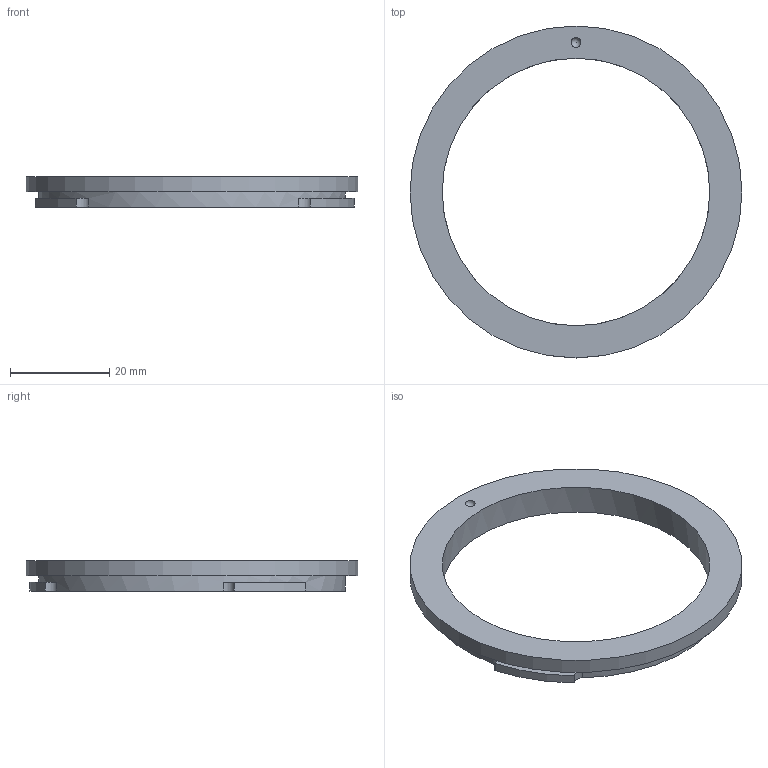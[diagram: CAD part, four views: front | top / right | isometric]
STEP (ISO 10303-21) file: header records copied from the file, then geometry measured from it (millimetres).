
FILE_DESCRIPTION(/* description */ (''),/* implementation_level */ '2;1');
FILE_NAME(/* name */ 'mountLensBase_M645',/* time_stamp */ '2023-12-05T12:13:47-05:00',/* author */ ('George Moua'),/* organization */ ('Archive 663'),/* preprocessor_version */ 'ST-DEVELOPER v16.7',/* originating_system */ 'Solid Edge',/* authorisation */ 'Unknown');
FILE_SCHEMA (('AUTOMOTIVE_DESIGN {1 0 10303 214 3 1 1}'));
Length unit declared in the file: millimetre
Products named in the file (3): mountLensBase; mountLensBase_M645_oa_0; mountLensBase_M645
Assembly tree (2 placements, depth 3):
  mountLensBase
    mountLensBase_M645_oa_0
      mountLensBase_M645
Bounding box: 67 x 67 x 6.1 mm (x, y, z)
Volume: 6183.9 mm3; surface area: 5019.5 mm2
Topology: 1 solids, 1 shells, 27 faces, 71 edges, 48 vertices
Faces by surface type: plane 16, cylinder 10, sphere 1
Full cylindrical faces by diameter (mm): 54 x1, 62 x1, 67 x1
Entity records: 863 total; most frequent: DIRECTION 149, CARTESIAN_POINT 137, ORIENTED_EDGE 126, EDGE_CURVE 63, AXIS2_PLACEMENT_3D 56, VERTEX_POINT 44, LINE 37, VECTOR 37
